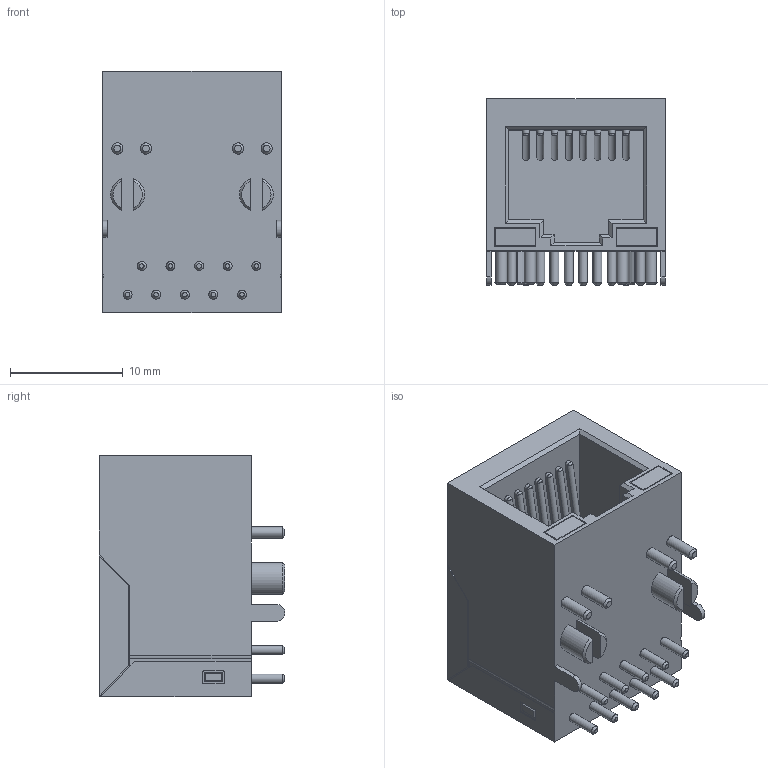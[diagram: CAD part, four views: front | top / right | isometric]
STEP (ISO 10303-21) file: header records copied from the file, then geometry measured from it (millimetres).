
FILE_DESCRIPTION(/* description */ (''),/* implementation_level */ '2;1');
FILE_NAME(/* name */ 'HR861153C v3.step',/* time_stamp */ '2018-10-24T16:47:43-07:00',/* author */ (''),/* organization */ (''),/* preprocessor_version */ 'ST-DEVELOPER v17.2',/* originating_system */ 'Autodesk Translation Framework v7.6.0.251',/* authorisation */ '');
FILE_SCHEMA (('AUTOMOTIVE_DESIGN { 1 0 10303 214 3 1 1 }'));
Length unit declared in the file: millimetre
Products named in the file (1): HR861153C
Bounding box: 15.88 x 16.5 x 21.4 mm (x, y, z)
Volume: 3009.5 mm3; surface area: 2936.3 mm2
Topology: 3 solids, 3 shells, 548 faces, 1502 edges, 988 vertices
Faces by surface type: plane 315, bspline 157, cylinder 54, cone 22
Full cylindrical faces by diameter (mm): 0.8 x10, 1 x4
Entity records: 20057 total; most frequent: CARTESIAN_POINT 7026, ORIENTED_EDGE 2968, DIRECTION 2138, EDGE_CURVE 1484, LINE 1002, VECTOR 1002, VERTEX_POINT 988, EDGE_LOOP 610
